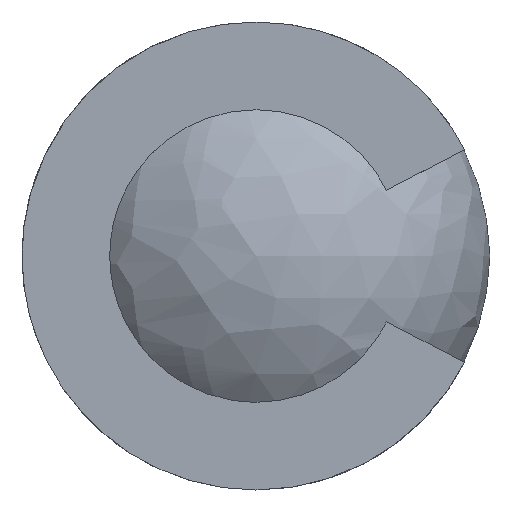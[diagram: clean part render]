
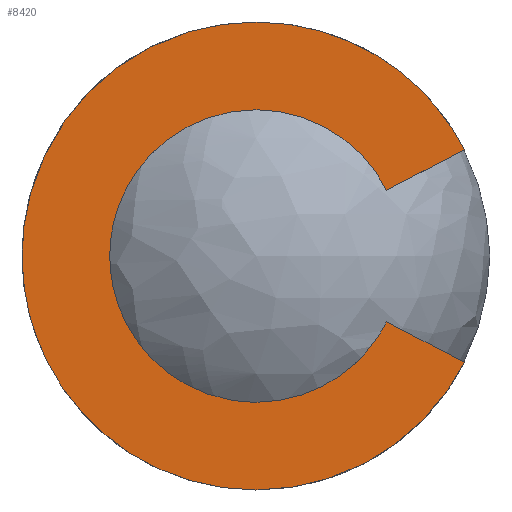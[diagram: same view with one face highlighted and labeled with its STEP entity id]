
A CAD part, left-side view. The second image highlights one B-rep face of the part: STEP entity #8420.
In plain terms, the highlighted free-form (B-spline) face has degree [1, 1] with [2, 2] control points.
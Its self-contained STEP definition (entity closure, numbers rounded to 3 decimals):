
#4570 = CARTESIAN_POINT ('', (0., -8.93, -4.5));
#4580 = VERTEX_POINT ('', #4570);
#4640 = CARTESIAN_POINT ('', (0., -14.253, -7.271));
#4650 = VERTEX_POINT ('', #4640);
#4660 = CARTESIAN_POINT ('', (0., -14.253, -7.271));
#4670 = CARTESIAN_POINT ('', (0., -12.479, -6.347));
#4680 = CARTESIAN_POINT ('', (0., -10.704, -5.424));
#4690 = CARTESIAN_POINT ('', (0., -8.93, -4.5));
#4700 = B_SPLINE_CURVE_WITH_KNOTS ('', 3, (#4660, #4670, #4680, #4690), .UNSPECIFIED., .F., .U., (4, 4), (0., 1.), .UNSPECIFIED.);
#4710 = EDGE_CURVE ('', #4650, #4580, #4700, .T.);
#6680 = CARTESIAN_POINT ('', (0., -14.253, 7.271));
#6690 = VERTEX_POINT ('', #6680);
#6700 = CARTESIAN_POINT ('', (0., -8.93, 4.5));
#6710 = VERTEX_POINT ('', #6700);
#6720 = CARTESIAN_POINT ('', (0., -14.253, 7.271));
#6730 = CARTESIAN_POINT ('', (0., -8.93, 4.5));
#6740 = B_SPLINE_CURVE_WITH_KNOTS ('', 1, (#6720, #6730), .UNSPECIFIED., .F., .U., (2, 2), (0., 1.), .UNSPECIFIED.);
#6750 = EDGE_CURVE ('', #6690, #6710, #6740, .T.);
#7520 = CARTESIAN_POINT ('', (0., 0., 10.));
#7530 = VERTEX_POINT ('', #7520);
#7540 = CARTESIAN_POINT ('', (0., -8.93, 4.5));
#7550 = CARTESIAN_POINT ('', (0., -7.341, 7.655));
#7560 = CARTESIAN_POINT ('', (0., -4.207, 10.));
#7570 = CARTESIAN_POINT ('', (0., 0., 10.));
#7580 = (
   BOUNDED_CURVE ()
   B_SPLINE_CURVE (3, (#7540, #7550, #7560, #7570), .UNSPECIFIED., .F., .U.)
   B_SPLINE_CURVE_WITH_KNOTS ((4, 4), (0., 1.), .UNSPECIFIED.)
   CURVE ()
   GEOMETRIC_REPRESENTATION_ITEM ()
   RATIONAL_B_SPLINE_CURVE ((1., 0.782, 0.656, 0.624))
   REPRESENTATION_ITEM ('')
);
#7590 = EDGE_CURVE ('', #6710, #7530, #7580, .T.);
#7610 = CARTESIAN_POINT ('', (0., 0., -10.));
#7620 = VERTEX_POINT ('', #7610);
#7630 = CARTESIAN_POINT ('', (0., 0., 10.));
#7640 = CARTESIAN_POINT ('', (0., 6.416, 10.));
#7650 = CARTESIAN_POINT ('', (0., 10., 5.277));
#7660 = CARTESIAN_POINT ('', (0., 10., 0.));
#7670 = CARTESIAN_POINT ('', (0., 10., -5.277));
#7680 = CARTESIAN_POINT ('', (0., 6.416, -10.));
#7690 = CARTESIAN_POINT ('', (0., 0., -10.));
#7700 = (
   BOUNDED_CURVE ()
   B_SPLINE_CURVE (3, (#7630, #7640, #7650, #7660, #7670, #7680, #7690), .UNSPECIFIED., .F., .U.)
   B_SPLINE_CURVE_WITH_KNOTS ((4, 3, 4), (0., 0.5, 1.), .UNSPECIFIED.)
   CURVE ()
   GEOMETRIC_REPRESENTATION_ITEM ()
   RATIONAL_B_SPLINE_CURVE ((0.624, 0.58, 0.706, 1., 0.706, 0.58, 0.624))
   REPRESENTATION_ITEM ('')
);
#7710 = EDGE_CURVE ('', #7530, #7620, #7700, .T.);
#7730 = CARTESIAN_POINT ('', (0., 0., -10.));
#7740 = CARTESIAN_POINT ('', (0., -4.207, -10.));
#7750 = CARTESIAN_POINT ('', (0., -7.341, -7.655));
#7760 = CARTESIAN_POINT ('', (0., -8.93, -4.5));
#7770 = (
   BOUNDED_CURVE ()
   B_SPLINE_CURVE (3, (#7730, #7740, #7750, #7760), .UNSPECIFIED., .F., .U.)
   B_SPLINE_CURVE_WITH_KNOTS ((4, 4), (0., 1.), .UNSPECIFIED.)
   CURVE ()
   GEOMETRIC_REPRESENTATION_ITEM ()
   RATIONAL_B_SPLINE_CURVE ((0.624, 0.656, 0.782, 1.))
   REPRESENTATION_ITEM ('')
);
#7780 = EDGE_CURVE ('', #7620, #4580, #7770, .T.);
#8020 = ORIENTED_EDGE ('', *, *, #7710, .F.);
#8030 = ORIENTED_EDGE ('', *, *, #7590, .F.);
#8040 = ORIENTED_EDGE ('', *, *, #6750, .F.);
#8050 = CARTESIAN_POINT ('', (0., 0., 16.));
#8060 = VERTEX_POINT ('', #8050);
#8070 = CARTESIAN_POINT ('', (0., 0., 16.));
#8080 = CARTESIAN_POINT ('', (0., -6.695, 16.));
#8090 = CARTESIAN_POINT ('', (0., -11.695, 12.284));
#8100 = CARTESIAN_POINT ('', (0., -14.253, 7.271));
#8110 = (
   BOUNDED_CURVE ()
   B_SPLINE_CURVE (3, (#8070, #8080, #8090, #8100), .UNSPECIFIED., .F., .U.)
   B_SPLINE_CURVE_WITH_KNOTS ((4, 4), (0., 1.), .UNSPECIFIED.)
   CURVE ()
   GEOMETRIC_REPRESENTATION_ITEM ()
   RATIONAL_B_SPLINE_CURVE ((0.625, 0.658, 0.783, 1.))
   REPRESENTATION_ITEM ('')
);
#8120 = EDGE_CURVE ('', #8060, #6690, #8110, .T.);
#8130 = ORIENTED_EDGE ('', *, *, #8120, .F.);
#8140 = CARTESIAN_POINT ('', (0., 0., -16.));
#8150 = VERTEX_POINT ('', #8140);
#8160 = CARTESIAN_POINT ('', (0., 0., -16.));
#8170 = CARTESIAN_POINT ('', (0., 10.261, -16.));
#8180 = CARTESIAN_POINT ('', (0., 16., -8.447));
#8190 = CARTESIAN_POINT ('', (0., 16., 0.));
#8200 = CARTESIAN_POINT ('', (0., 16., 8.447));
#8210 = CARTESIAN_POINT ('', (0., 10.261, 16.));
#8220 = CARTESIAN_POINT ('', (0., 0., 16.));
#8230 = (
   BOUNDED_CURVE ()
   B_SPLINE_CURVE (3, (#8160, #8170, #8180, #8190, #8200, #8210, #8220), .UNSPECIFIED., .F., .U.)
   B_SPLINE_CURVE_WITH_KNOTS ((4, 3, 4), (0., 0.5, 1.), .UNSPECIFIED.)
   CURVE ()
   GEOMETRIC_REPRESENTATION_ITEM ()
   RATIONAL_B_SPLINE_CURVE ((0.625, 0.581, 0.706, 1., 0.706, 0.581, 0.625))
   REPRESENTATION_ITEM ('')
);
#8240 = EDGE_CURVE ('', #8150, #8060, #8230, .T.);
#8250 = ORIENTED_EDGE ('', *, *, #8240, .F.);
#8260 = CARTESIAN_POINT ('', (0., -14.253, -7.271));
#8270 = CARTESIAN_POINT ('', (0., -11.695, -12.284));
#8280 = CARTESIAN_POINT ('', (0., -6.695, -16.));
#8290 = CARTESIAN_POINT ('', (0., 0., -16.));
#8300 = (
   BOUNDED_CURVE ()
   B_SPLINE_CURVE (3, (#8260, #8270, #8280, #8290), .UNSPECIFIED., .F., .U.)
   B_SPLINE_CURVE_WITH_KNOTS ((4, 4), (0., 1.), .UNSPECIFIED.)
   CURVE ()
   GEOMETRIC_REPRESENTATION_ITEM ()
   RATIONAL_B_SPLINE_CURVE ((1., 0.783, 0.658, 0.625))
   REPRESENTATION_ITEM ('')
);
#8310 = EDGE_CURVE ('', #4650, #8150, #8300, .T.);
#8320 = ORIENTED_EDGE ('', *, *, #8310, .F.);
#8330 = ORIENTED_EDGE ('', *, *, #4710, .T.);
#8340 = ORIENTED_EDGE ('', *, *, #7780, .F.);
#8350 = EDGE_LOOP ('', (#8020, #8030, #8040, #8130, #8250, #8320, #8330, #8340));
#8360 = FACE_OUTER_BOUND ('', #8350, .T.);
#8370 = CARTESIAN_POINT ('', (0., 16.182, 16.192));
#8380 = CARTESIAN_POINT ('', (0., -14.434, 16.192));
#8390 = CARTESIAN_POINT ('', (0., 16.182, -16.192));
#8400 = CARTESIAN_POINT ('', (0., -14.434, -16.192));
#8410 = B_SPLINE_SURFACE_WITH_KNOTS ('', 1, 1, ((#8370, #8380), (#8390, #8400)), .UNSPECIFIED., .F., .F., .U., (2, 2), (2, 2), (0., 1.), (0., 1.), .UNSPECIFIED.);
#8420 = ADVANCED_FACE ('', (#8360), #8410, .T.);
